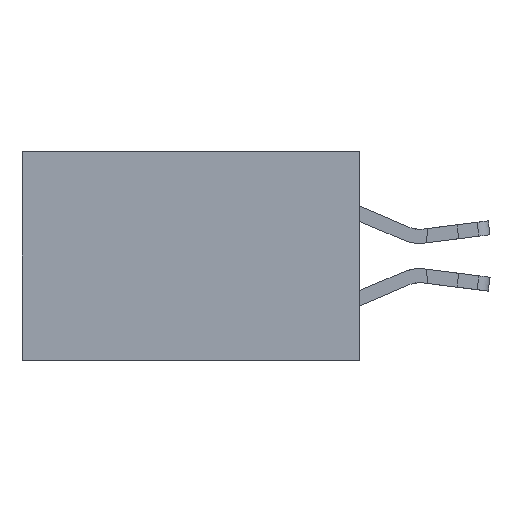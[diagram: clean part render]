
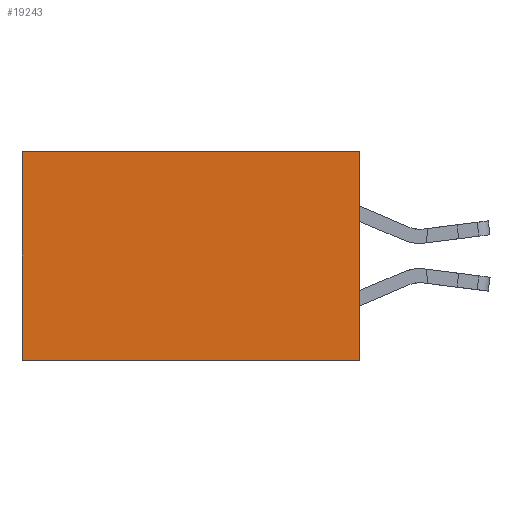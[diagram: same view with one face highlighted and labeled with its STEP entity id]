
A CAD part, left-side view. The second image highlights one B-rep face of the part: STEP entity #19243.
In plain terms, the highlighted planar face has unit normal (-1, 0, 0).
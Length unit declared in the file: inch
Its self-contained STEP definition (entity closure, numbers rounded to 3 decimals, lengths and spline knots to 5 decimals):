
#1042 = CARTESIAN_POINT ( 'NONE',  ( 0.2875, 0., 0. ) ) ;
#2106 = EDGE_CURVE ( 'NONE', #8015, #7782, #13484, .T. ) ;
#2771 = VERTEX_POINT ( 'NONE', #1042 ) ;
#2904 = CARTESIAN_POINT ( 'NONE',  ( 0.2875, 0., -0.37 ) ) ;
#3236 = DIRECTION ( 'NONE',  ( 0., 0., -1. ) ) ;
#3592 = DIRECTION ( 'NONE',  ( 0., 0., -1. ) ) ;
#4457 = DIRECTION ( 'NONE',  ( 0., 1., 0. ) ) ;
#5039 = LINE ( 'NONE', #18290, #17805 ) ;
#6014 = LINE ( 'NONE', #11142, #14188 ) ;
#6622 = EDGE_LOOP ( 'NONE', ( #22303, #9822, #13115, #21505 ) ) ;
#6636 = CARTESIAN_POINT ( 'NONE',  ( 0.2875, 0.6, 0. ) ) ;
#7176 = LINE ( 'NONE', #13824, #17566 ) ;
#7770 = CARTESIAN_POINT ( 'NONE',  ( 0.2875, 0., -0.37 ) ) ;
#7782 = VERTEX_POINT ( 'NONE', #13673 ) ;
#8015 = VERTEX_POINT ( 'NONE', #7770 ) ;
#9822 = ORIENTED_EDGE ( 'NONE', *, *, #2106, .F. ) ;
#11142 = CARTESIAN_POINT ( 'NONE',  ( 0.2875, 0., 0. ) ) ;
#11319 = PLANE ( 'NONE',  #11555 ) ;
#11555 = AXIS2_PLACEMENT_3D ( 'NONE', #21678, #14390, #3236 ) ;
#13115 = ORIENTED_EDGE ( 'NONE', *, *, #15250, .F. ) ;
#13350 = DIRECTION ( 'NONE',  ( 0., 0., -1. ) ) ;
#13484 = LINE ( 'NONE', #2904, #23851 ) ;
#13673 = CARTESIAN_POINT ( 'NONE',  ( 0.2875, 0.6, -0.37 ) ) ;
#13824 = CARTESIAN_POINT ( 'NONE',  ( 0.2875, 0., 0. ) ) ;
#13896 = DIRECTION ( 'NONE',  ( 0., 1., 0. ) ) ;
#14188 = VECTOR ( 'NONE', #13350, 39.37008 ) ;
#14390 = DIRECTION ( 'NONE',  ( 1., 0., 0. ) ) ;
#15250 = EDGE_CURVE ( 'NONE', #2771, #8015, #6014, .T. ) ;
#16455 = EDGE_CURVE ( 'NONE', #2771, #22197, #7176, .T. ) ;
#17566 = VECTOR ( 'NONE', #4457, 39.37008 ) ;
#17805 = VECTOR ( 'NONE', #3592, 39.37008 ) ;
#18290 = CARTESIAN_POINT ( 'NONE',  ( 0.2875, 0.6, 0. ) ) ;
#19243 = ADVANCED_FACE ( 'NONE', ( #22890 ), #11319, .F. ) ;
#21505 = ORIENTED_EDGE ( 'NONE', *, *, #16455, .T. ) ;
#21678 = CARTESIAN_POINT ( 'NONE',  ( 0.2875, 0., 0. ) ) ;
#22197 = VERTEX_POINT ( 'NONE', #6636 ) ;
#22303 = ORIENTED_EDGE ( 'NONE', *, *, #22411, .T. ) ;
#22411 = EDGE_CURVE ( 'NONE', #22197, #7782, #5039, .T. ) ;
#22890 = FACE_OUTER_BOUND ( 'NONE', #6622, .T. ) ;
#23851 = VECTOR ( 'NONE', #13896, 39.37008 ) ;
